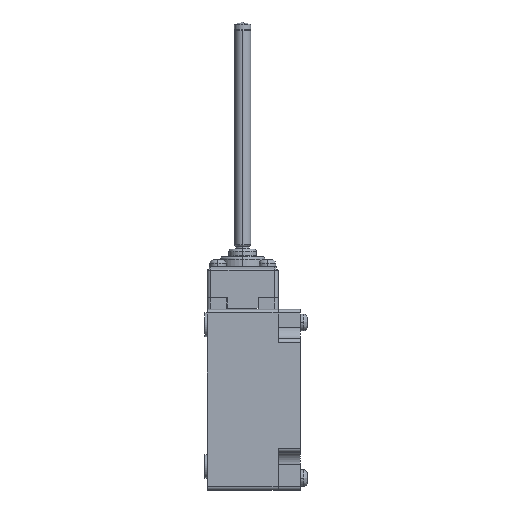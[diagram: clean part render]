
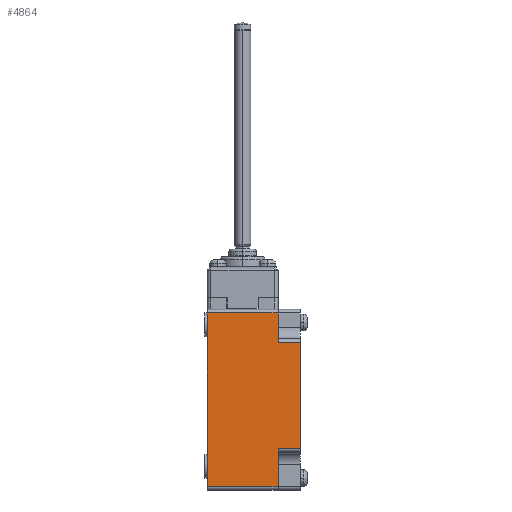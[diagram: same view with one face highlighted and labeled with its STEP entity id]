
A CAD part, left-side view. The second image highlights one B-rep face of the part: STEP entity #4864.
In plain terms, the highlighted planar face has unit normal (-1, 0, 0).
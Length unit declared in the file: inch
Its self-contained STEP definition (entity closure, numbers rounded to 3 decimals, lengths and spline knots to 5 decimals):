
#15 = DIRECTION ( 'NONE',  ( 0., -1., 0. ) ) ;
#47 = CARTESIAN_POINT ( 'NONE',  ( -0.7874, -1.22047, -0.29528 ) ) ;
#154 = EDGE_CURVE ( 'NONE', #3850, #4604, #4627, .T. ) ;
#250 = LINE ( 'NONE', #7775, #4216 ) ;
#467 = DIRECTION ( 'NONE',  ( 0., 0., 1. ) ) ;
#473 = CARTESIAN_POINT ( 'NONE',  ( -0.7874, -0.03937, -1.25 ) ) ;
#479 = DIRECTION ( 'NONE',  ( 0., 1., 0. ) ) ;
#735 = ORIENTED_EDGE ( 'NONE', *, *, #6366, .F. ) ;
#852 = CARTESIAN_POINT ( 'NONE',  ( -0.7874, -0.03937, -0.29528 ) ) ;
#1065 = VECTOR ( 'NONE', #467, 39.37008 ) ;
#1156 = LINE ( 'NONE', #1261, #5967 ) ;
#1261 = CARTESIAN_POINT ( 'NONE',  ( -0.7874, -0.03937, -1.25 ) ) ;
#1424 = VERTEX_POINT ( 'NONE', #2994 ) ;
#1528 = VECTOR ( 'NONE', #3179, 39.37008 ) ;
#1595 = LINE ( 'NONE', #852, #5395 ) ;
#1623 = CARTESIAN_POINT ( 'NONE',  ( -0.7874, -0.03937, -1.25 ) ) ;
#1639 = VECTOR ( 'NONE', #4931, 39.37008 ) ;
#1641 = CARTESIAN_POINT ( 'NONE',  ( -0.7874, -0.03937, -2.69685 ) ) ;
#1690 = LINE ( 'NONE', #4331, #5178 ) ;
#1693 = ORIENTED_EDGE ( 'NONE', *, *, #154, .T. ) ;
#2143 = PLANE ( 'NONE',  #7263 ) ;
#2203 = CARTESIAN_POINT ( 'NONE',  ( -0.7874, -0.03937, -2.75591 ) ) ;
#2208 = ORIENTED_EDGE ( 'NONE', *, *, #4510, .F. ) ;
#2362 = VECTOR ( 'NONE', #5900, 39.37008 ) ;
#2582 = DIRECTION ( 'NONE',  ( 0., 0., 1. ) ) ;
#2738 = EDGE_CURVE ( 'NONE', #1424, #8135, #1690, .T. ) ;
#2770 = LINE ( 'NONE', #3957, #2362 ) ;
#2842 = CARTESIAN_POINT ( 'NONE',  ( -0.7874, -1.22047, -2.06693 ) ) ;
#2915 = ORIENTED_EDGE ( 'NONE', *, *, #8046, .T. ) ;
#2994 = CARTESIAN_POINT ( 'NONE',  ( -0.7874, -1.59449, -2.06693 ) ) ;
#3126 = CARTESIAN_POINT ( 'NONE',  ( -0.7874, -0.03937, 0. ) ) ;
#3161 = CARTESIAN_POINT ( 'NONE',  ( -0.7874, -1.22047, 0.19685 ) ) ;
#3179 = DIRECTION ( 'NONE',  ( 0., 0., 1. ) ) ;
#3211 = VERTEX_POINT ( 'NONE', #3987 ) ;
#3275 = EDGE_CURVE ( 'NONE', #8135, #3850, #1595, .T. ) ;
#3673 = ORIENTED_EDGE ( 'NONE', *, *, #5039, .F. ) ;
#3781 = ORIENTED_EDGE ( 'NONE', *, *, #2738, .T. ) ;
#3828 = CARTESIAN_POINT ( 'NONE',  ( -0.7874, -1.22047, -2.75591 ) ) ;
#3850 = VERTEX_POINT ( 'NONE', #47 ) ;
#3957 = CARTESIAN_POINT ( 'NONE',  ( -0.7874, -0.03937, -2.69685 ) ) ;
#3987 = CARTESIAN_POINT ( 'NONE',  ( -0.7874, -0.03937, -2.3622 ) ) ;
#4108 = ORIENTED_EDGE ( 'NONE', *, *, #8453, .F. ) ;
#4176 = EDGE_CURVE ( 'NONE', #5072, #1424, #250, .T. ) ;
#4216 = VECTOR ( 'NONE', #15, 39.37008 ) ;
#4331 = CARTESIAN_POINT ( 'NONE',  ( -0.7874, -1.59449, -2.75591 ) ) ;
#4388 = LINE ( 'NONE', #1623, #1639 ) ;
#4510 = EDGE_CURVE ( 'NONE', #6044, #3211, #1156, .T. ) ;
#4594 = VERTEX_POINT ( 'NONE', #7818 ) ;
#4604 = VERTEX_POINT ( 'NONE', #3161 ) ;
#4627 = LINE ( 'NONE', #6282, #1065 ) ;
#4751 = LINE ( 'NONE', #3828, #8429 ) ;
#4790 = DIRECTION ( 'NONE',  ( 0., 0., 1. ) ) ;
#4864 = ADVANCED_FACE ( 'NONE', ( #7074 ), #2143, .T. ) ;
#4867 = VECTOR ( 'NONE', #479, 39.37008 ) ;
#4931 = DIRECTION ( 'NONE',  ( 0., 0., 1. ) ) ;
#5019 = CARTESIAN_POINT ( 'NONE',  ( -0.7874, -0.03937, 0.19685 ) ) ;
#5039 = EDGE_CURVE ( 'NONE', #6132, #4594, #4388, .T. ) ;
#5072 = VERTEX_POINT ( 'NONE', #2842 ) ;
#5178 = VECTOR ( 'NONE', #6854, 39.37008 ) ;
#5395 = VECTOR ( 'NONE', #8087, 39.37008 ) ;
#5556 = VERTEX_POINT ( 'NONE', #7745 ) ;
#5781 = EDGE_LOOP ( 'NONE', ( #3673, #735, #2208, #4108, #2915, #7904, #3781, #8388, #1693, #7478 ) ) ;
#5900 = DIRECTION ( 'NONE',  ( 0., 1., 0. ) ) ;
#5967 = VECTOR ( 'NONE', #6471, 39.37008 ) ;
#6044 = VERTEX_POINT ( 'NONE', #1641 ) ;
#6129 = DIRECTION ( 'NONE',  ( -1., 0., 0. ) ) ;
#6132 = VERTEX_POINT ( 'NONE', #3126 ) ;
#6282 = CARTESIAN_POINT ( 'NONE',  ( -0.7874, -1.22047, -2.75591 ) ) ;
#6366 = EDGE_CURVE ( 'NONE', #3211, #6132, #6964, .T. ) ;
#6471 = DIRECTION ( 'NONE',  ( 0., 0., 1. ) ) ;
#6519 = CARTESIAN_POINT ( 'NONE',  ( -0.7874, -1.59449, -0.29528 ) ) ;
#6854 = DIRECTION ( 'NONE',  ( 0., 0., 1. ) ) ;
#6964 = LINE ( 'NONE', #473, #1528 ) ;
#7074 = FACE_OUTER_BOUND ( 'NONE', #5781, .T. ) ;
#7263 = AXIS2_PLACEMENT_3D ( 'NONE', #2203, #6129, #4790 ) ;
#7478 = ORIENTED_EDGE ( 'NONE', *, *, #7954, .T. ) ;
#7745 = CARTESIAN_POINT ( 'NONE',  ( -0.7874, -1.22047, -2.69685 ) ) ;
#7775 = CARTESIAN_POINT ( 'NONE',  ( -0.7874, -0.03937, -2.06693 ) ) ;
#7818 = CARTESIAN_POINT ( 'NONE',  ( -0.7874, -0.03937, 0.19685 ) ) ;
#7904 = ORIENTED_EDGE ( 'NONE', *, *, #4176, .T. ) ;
#7954 = EDGE_CURVE ( 'NONE', #4604, #4594, #8319, .T. ) ;
#8046 = EDGE_CURVE ( 'NONE', #5556, #5072, #4751, .T. ) ;
#8087 = DIRECTION ( 'NONE',  ( 0., 1., 0. ) ) ;
#8135 = VERTEX_POINT ( 'NONE', #6519 ) ;
#8319 = LINE ( 'NONE', #5019, #4867 ) ;
#8388 = ORIENTED_EDGE ( 'NONE', *, *, #3275, .T. ) ;
#8429 = VECTOR ( 'NONE', #2582, 39.37008 ) ;
#8453 = EDGE_CURVE ( 'NONE', #5556, #6044, #2770, .T. ) ;
